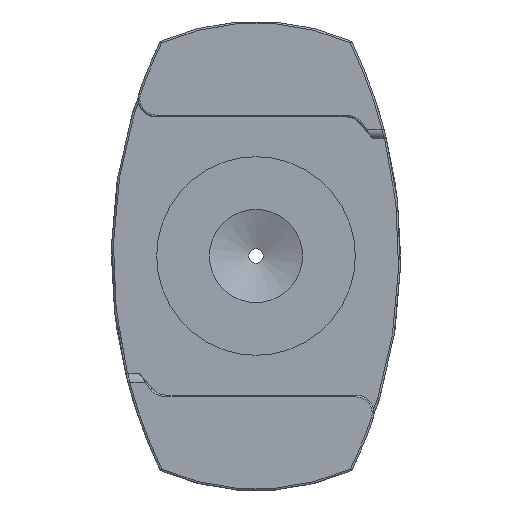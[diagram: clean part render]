
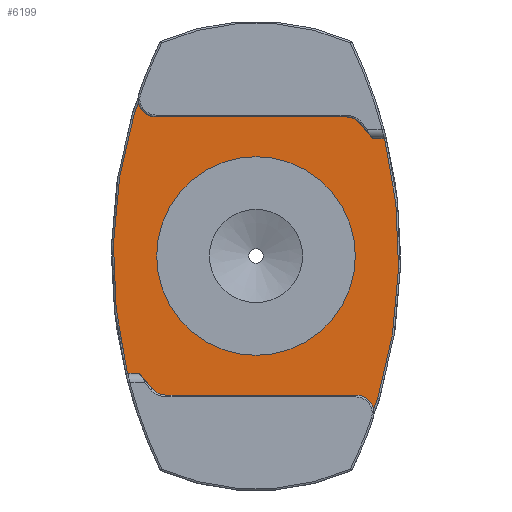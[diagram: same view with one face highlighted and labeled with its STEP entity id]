
A CAD part, left-side view. The second image highlights one B-rep face of the part: STEP entity #6199.
In plain terms, the highlighted planar face has unit normal (-1, 0, 0).
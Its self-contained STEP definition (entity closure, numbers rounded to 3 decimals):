
#284=CIRCLE('',#6651,11.);
#285=CIRCLE('',#6652,0.2);
#286=CIRCLE('',#6653,54.8);
#287=CIRCLE('',#6654,0.2);
#288=CIRCLE('',#6655,13.);
#289=CIRCLE('',#6656,0.2);
#290=CIRCLE('',#6657,54.8);
#291=CIRCLE('',#6658,0.2);
#292=CIRCLE('',#6659,13.);
#911=ORIENTED_EDGE('',*,*,#2804,.F.);
#912=ORIENTED_EDGE('',*,*,#2805,.T.);
#913=ORIENTED_EDGE('',*,*,#2806,.T.);
#914=ORIENTED_EDGE('',*,*,#2807,.T.);
#915=ORIENTED_EDGE('',*,*,#2808,.T.);
#916=ORIENTED_EDGE('',*,*,#2772,.F.);
#917=ORIENTED_EDGE('',*,*,#2809,.F.);
#918=ORIENTED_EDGE('',*,*,#2802,.F.);
#919=ORIENTED_EDGE('',*,*,#2810,.T.);
#920=ORIENTED_EDGE('',*,*,#2811,.T.);
#921=ORIENTED_EDGE('',*,*,#2812,.T.);
#922=ORIENTED_EDGE('',*,*,#2813,.T.);
#923=ORIENTED_EDGE('',*,*,#2767,.F.);
#924=ORIENTED_EDGE('',*,*,#2814,.F.);
#925=ORIENTED_EDGE('',*,*,#2798,.F.);
#2767=EDGE_CURVE('',#3719,#3716,#4221,.T.);
#2772=EDGE_CURVE('',#3724,#3721,#4225,.T.);
#2798=EDGE_CURVE('',#3747,#3748,#4238,.T.);
#2802=EDGE_CURVE('',#3750,#3751,#4242,.T.);
#2804=EDGE_CURVE('',#3752,#3752,#284,.F.);
#2805=EDGE_CURVE('',#3747,#3753,#285,.T.);
#2806=EDGE_CURVE('',#3753,#3754,#286,.F.);
#2807=EDGE_CURVE('',#3754,#3755,#287,.T.);
#2808=EDGE_CURVE('',#3755,#3721,#4244,.T.);
#2809=EDGE_CURVE('',#3751,#3724,#288,.T.);
#2810=EDGE_CURVE('',#3750,#3756,#289,.T.);
#2811=EDGE_CURVE('',#3756,#3757,#290,.F.);
#2812=EDGE_CURVE('',#3757,#3758,#291,.T.);
#2813=EDGE_CURVE('',#3758,#3716,#4245,.T.);
#2814=EDGE_CURVE('',#3748,#3719,#292,.T.);
#3716=VERTEX_POINT('',#9650);
#3719=VERTEX_POINT('',#9656);
#3721=VERTEX_POINT('',#9661);
#3724=VERTEX_POINT('',#9667);
#3747=VERTEX_POINT('',#9727);
#3748=VERTEX_POINT('',#9729);
#3750=VERTEX_POINT('',#9735);
#3751=VERTEX_POINT('',#9737);
#3752=VERTEX_POINT('',#9741);
#3753=VERTEX_POINT('',#9743);
#3754=VERTEX_POINT('',#9745);
#3755=VERTEX_POINT('',#9747);
#3756=VERTEX_POINT('',#9751);
#3757=VERTEX_POINT('',#9753);
#3758=VERTEX_POINT('',#9755);
#4221=LINE('',#9657,#4773);
#4225=LINE('',#9668,#4777);
#4238=LINE('',#9728,#4790);
#4242=LINE('',#9736,#4794);
#4244=LINE('',#9748,#4796);
#4245=LINE('',#9756,#4797);
#4773=VECTOR('',#7432,1000.);
#4777=VECTOR('',#7440,1000.);
#4790=VECTOR('',#7501,1000.);
#4794=VECTOR('',#7507,1000.);
#4796=VECTOR('',#7519,1000.);
#4797=VECTOR('',#7528,1000.);
#5216=EDGE_LOOP('',(#911));
#5217=EDGE_LOOP('',(#912,#913,#914,#915,#916,#917,#918,#919,#920,#921,#922,
#923,#924,#925));
#5628=FACE_BOUND('',#5216,.T.);
#5629=FACE_BOUND('',#5217,.T.);
#6009=PLANE('',#6650);
#6199=ADVANCED_FACE('',(#5628,#5629),#6009,.F.);
#6650=AXIS2_PLACEMENT_3D('',#9739,#7509,#7510);
#6651=AXIS2_PLACEMENT_3D('',#9740,#7511,#7512);
#6652=AXIS2_PLACEMENT_3D('',#9742,#7513,#7514);
#6653=AXIS2_PLACEMENT_3D('',#9744,#7515,#7516);
#6654=AXIS2_PLACEMENT_3D('',#9746,#7517,#7518);
#6655=AXIS2_PLACEMENT_3D('',#9749,#7520,#7521);
#6656=AXIS2_PLACEMENT_3D('',#9750,#7522,#7523);
#6657=AXIS2_PLACEMENT_3D('',#9752,#7524,#7525);
#6658=AXIS2_PLACEMENT_3D('',#9754,#7526,#7527);
#6659=AXIS2_PLACEMENT_3D('',#9757,#7529,#7530);
#7432=DIRECTION('',(0.,-0.5,-0.866));
#7440=DIRECTION('',(0.,0.5,0.866));
#7501=DIRECTION('',(0.,-1.,0.));
#7507=DIRECTION('',(0.,1.,0.));
#7509=DIRECTION('',(1.,0.,0.));
#7510=DIRECTION('',(0.,1.,0.));
#7511=DIRECTION('',(1.,0.,0.));
#7512=DIRECTION('',(0.,1.,0.));
#7513=DIRECTION('',(1.,0.,0.));
#7514=DIRECTION('',(0.,1.,0.));
#7515=DIRECTION('',(1.,0.,0.));
#7516=DIRECTION('',(0.,1.,0.));
#7517=DIRECTION('',(1.,0.,0.));
#7518=DIRECTION('',(0.,1.,0.));
#7519=DIRECTION('',(0.,-1.,0.));
#7520=DIRECTION('',(1.,0.,0.));
#7521=DIRECTION('',(0.,1.,0.));
#7522=DIRECTION('',(1.,0.,0.));
#7523=DIRECTION('',(0.,1.,0.));
#7524=DIRECTION('',(1.,0.,0.));
#7525=DIRECTION('',(0.,1.,0.));
#7526=DIRECTION('',(1.,0.,0.));
#7527=DIRECTION('',(0.,1.,0.));
#7528=DIRECTION('',(0.,1.,0.));
#7529=DIRECTION('',(1.,0.,0.));
#7530=DIRECTION('',(0.,1.,0.));
#9650=CARTESIAN_POINT('',(-4.,-12.99,13.));
#9656=CARTESIAN_POINT('',(-4.,-11.258,16.));
#9657=CARTESIAN_POINT('',(-4.,-11.258,16.));
#9661=CARTESIAN_POINT('',(-4.,12.99,-13.));
#9667=CARTESIAN_POINT('',(-4.,11.258,-16.));
#9668=CARTESIAN_POINT('',(-4.,11.258,-16.));
#9727=CARTESIAN_POINT('',(-4.,10.877,22.5));
#9728=CARTESIAN_POINT('',(-4.,30.,22.5));
#9729=CARTESIAN_POINT('',(-4.,0.,22.5));
#9735=CARTESIAN_POINT('',(-4.,-10.877,-22.5));
#9736=CARTESIAN_POINT('',(-4.,-30.,-22.5));
#9737=CARTESIAN_POINT('',(-4.,0.,-22.5));
#9739=CARTESIAN_POINT('',(-4.,0.,9.5));
#9740=CARTESIAN_POINT('',(-4.,0.,0.));
#9741=CARTESIAN_POINT('',(-4.,11.,0.));
#9742=CARTESIAN_POINT('',(-4.,10.877,22.7));
#9743=CARTESIAN_POINT('',(-4.,10.96,22.518));
#9744=CARTESIAN_POINT('',(-4.,-39.,0.));
#9745=CARTESIAN_POINT('',(-4.,14.234,-13.006));
#9746=CARTESIAN_POINT('',(-4.,14.186,-13.2));
#9747=CARTESIAN_POINT('',(-4.,14.186,-13.));
#9748=CARTESIAN_POINT('',(-4.,12.914,-13.));
#9749=CARTESIAN_POINT('',(-4.,0.,-9.5));
#9750=CARTESIAN_POINT('',(-4.,-10.877,-22.7));
#9751=CARTESIAN_POINT('',(-4.,-10.96,-22.518));
#9752=CARTESIAN_POINT('',(-4.,39.,0.));
#9753=CARTESIAN_POINT('',(-4.,-14.234,13.006));
#9754=CARTESIAN_POINT('',(-4.,-14.186,13.2));
#9755=CARTESIAN_POINT('',(-4.,-14.186,13.));
#9756=CARTESIAN_POINT('',(-4.,-12.914,13.));
#9757=CARTESIAN_POINT('',(-4.,0.,9.5));
